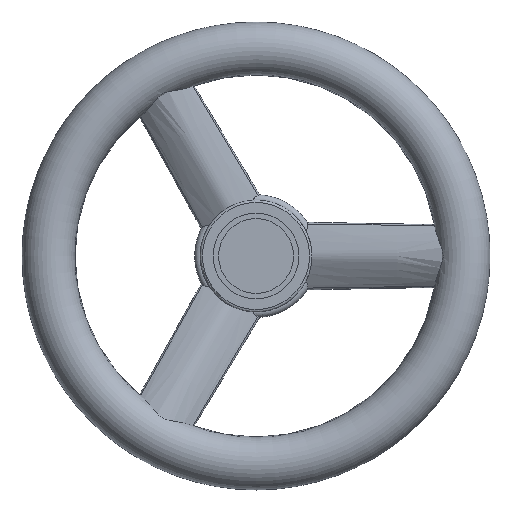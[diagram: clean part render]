
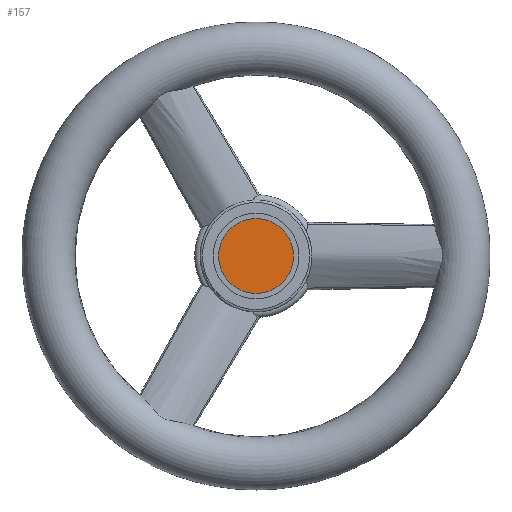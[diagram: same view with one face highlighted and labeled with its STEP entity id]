
A CAD part, top view. The second image highlights one B-rep face of the part: STEP entity #157.
In plain terms, the highlighted planar face has unit normal (0, 0, 1).
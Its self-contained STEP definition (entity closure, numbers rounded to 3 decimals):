
#157 = ADVANCED_FACE( '', ( #330 ), #331, .F. );
#330 = FACE_OUTER_BOUND( '', #952, .T. );
#331 = PLANE( '', #953 );
#952 = EDGE_LOOP( '', ( #1467 ) );
#953 = AXIS2_PLACEMENT_3D( '', #1468, #1469, #1470 );
#1467 = ORIENTED_EDGE( '', *, *, #1713, .T. );
#1468 = CARTESIAN_POINT( '', ( 0., 24., 35.2 ) );
#1469 = DIRECTION( '', ( 0., 0., -1. ) );
#1470 = DIRECTION( '', ( -1., 0., 0. ) );
#1713 = EDGE_CURVE( '', #1988, #1988, #1989, .T. );
#1988 = VERTEX_POINT( '', #3565 );
#1989 = CIRCLE( '', #3566, 24. );
#3565 = CARTESIAN_POINT( '', ( 24., 0., 35.2 ) );
#3566 = AXIS2_PLACEMENT_3D( '', #3728, #3729, #3730 );
#3728 = CARTESIAN_POINT( '', ( 0., 0., 35.2 ) );
#3729 = DIRECTION( '', ( 0., 0., 1. ) );
#3730 = DIRECTION( '', ( 1., 0., 0. ) );
